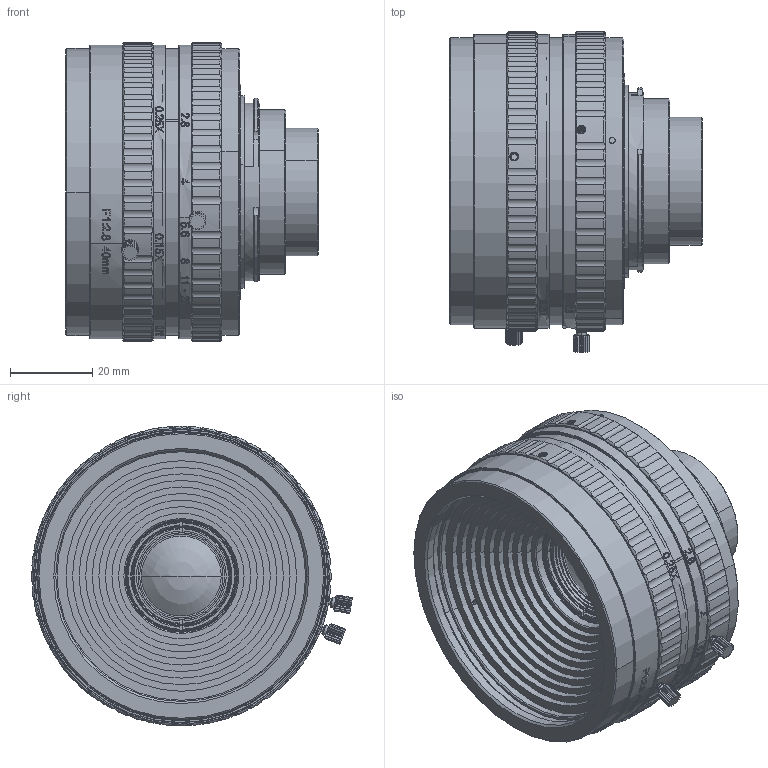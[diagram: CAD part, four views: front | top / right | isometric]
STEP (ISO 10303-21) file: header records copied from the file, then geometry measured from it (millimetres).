
FILE_DESCRIPTION(('FreeCAD Model'),'2;1');
FILE_NAME('Open CASCADE Shape Model','2025-01-22T14:36:03',(''),(''), 'Open CASCADE STEP processor 7.8','FreeCAD','Unknown');
FILE_SCHEMA(('AUTOMOTIVE_DESIGN { 1 0 10303 214 1 1 1 1 }'));
Length unit declared in the file: millimetre
Products named in the file (45): VA-LFM-29MP-40MM-F2.8-43C; 200-N_ASM_120_ASM; 503_AF0_33; 505_AF0_47_ASM; MANIFOLD_SOLID_BREP_4395; MANIFOLD_SOLID_BREP_4867; MANIFOLD_SOLID_BREP_5728; 201_AF0_ASM_1_ASM; 501_AF0_1; SOLID; COMPOUND002; COMPOUND; COMPOUND001; 601_AF0_ASM_1_ASM; 301_AF0_1; 511_AF0_1; SOLID001; SHELL; 202_AF0_ASM_1_ASM; 502_AF0_1; SOLID002; COMPOUND005; COMPOUND003; COMPOUND004; 602_AF0_ASM_1_ASM; 306_AF0_1; 512_AF0_1; SOLID003; SHELL001; 506_AF0_52; 507_AF0_91; 508_AF0_118; 509_AF0_141; M17552501_AF0_4; M17552501_AF1_4; M17552501_AF2_4; IRF19-531_AF0_11; IRF19-531_AF1_11; 522_AF0_12; 522_AF1_12 ...
Assembly tree (44 placements, depth 6):
  VA-LFM-29MP-40MM-F2.8-43C
    200-N_ASM_120_ASM
      503_AF0_33
      505_AF0_47_ASM
        MANIFOLD_SOLID_BREP_4395
        MANIFOLD_SOLID_BREP_4867
        MANIFOLD_SOLID_BREP_5728
      201_AF0_ASM_1_ASM
        501_AF0_1
          SOLID
          COMPOUND002
            COMPOUND
            COMPOUND001
        601_AF0_ASM_1_ASM
          301_AF0_1
        511_AF0_1
          SOLID001
          SHELL
      202_AF0_ASM_1_ASM
        502_AF0_1
          SOLID002
          COMPOUND005
            COMPOUND003
            COMPOUND004
        602_AF0_ASM_1_ASM
          306_AF0_1
        512_AF0_1
          SOLID003
          SHELL001
      506_AF0_52
      507_AF0_91
      508_AF0_118
      509_AF0_141
      M17552501_AF0_4
      M17552501_AF1_4
      M17552501_AF2_4
      IRF19-531_AF0_11
      IRF19-531_AF1_11
      522_AF0_12
      522_AF1_12
      522_AF2_12
      M14402001_AF0_2
      M14402001_AF1_2
      M14402001_AF2_2
      521_AF0_10
Bounding box: 61.65 x 78.21 x 73 mm (x, y, z)
Volume: 21466.5 mm3; surface area: 51416.8 mm2
Topology: 25 solids, 32 shells, 1712 faces, 4678 edges, 3096 vertices
Faces by surface type: cylinder 572, bspline 520, plane 379, cone 204, extrusion 19, torus 14, sphere 4
Entity records: 85419 total; most frequent: CARTESIAN_POINT 44392, ORIENTED_EDGE 9316, DIRECTION 6804, EDGE_CURVE 4672, VERTEX_POINT 3096, AXIS2_PLACEMENT_3D 2526, FACE_BOUND 1852, EDGE_LOOP 1852
